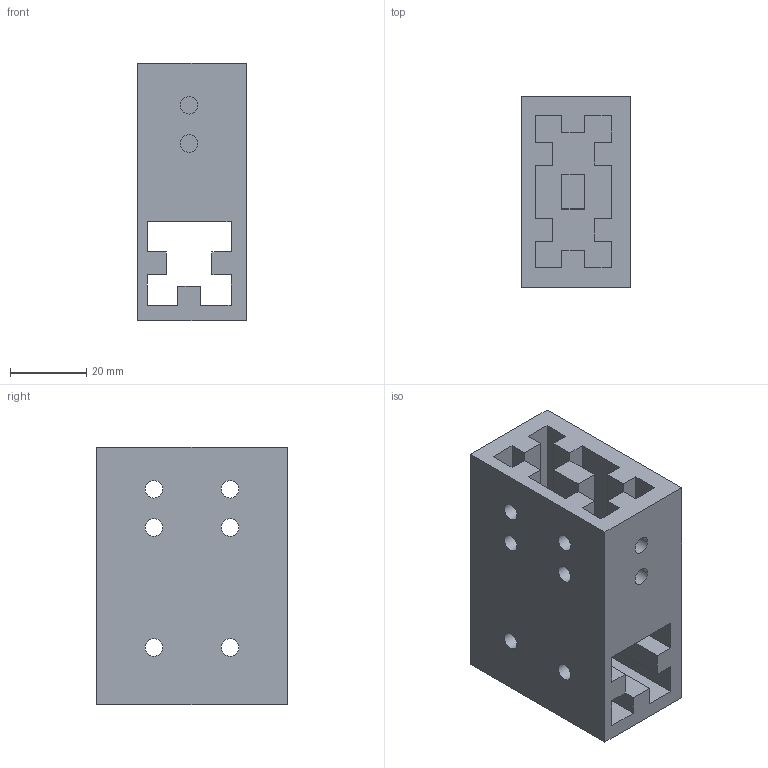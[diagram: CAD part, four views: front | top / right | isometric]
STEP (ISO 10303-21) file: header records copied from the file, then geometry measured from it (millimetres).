
FILE_DESCRIPTION(('STEP AP203'), '1');
FILE_NAME('cxddcfvgh', '', ('UNSPECIFIED'), ('UNSPECIFIED'), 'C3D Converter', 'C3D Toolkit', '');
FILE_SCHEMA(('CONFIG_CONTROL_DESIGN'));
Length unit declared in the file: millimetre
Bounding box: 28.5 x 50 x 67.5 mm (x, y, z)
Volume: 55157.1 mm3; surface area: 26787 mm2
Topology: 1 solids, 1 shells, 74 faces, 210 edges, 140 vertices
Faces by surface type: plane 56, cylinder 18
Full cylindrical faces by diameter (mm): 4.6 x18
Entity records: 2416 total; most frequent: CARTESIAN_POINT 407, ORIENTED_EDGE 384, DIRECTION 378, EDGE_CURVE 192, LINE 156, VECTOR 156, VERTEX_POINT 140, EDGE_LOOP 132
